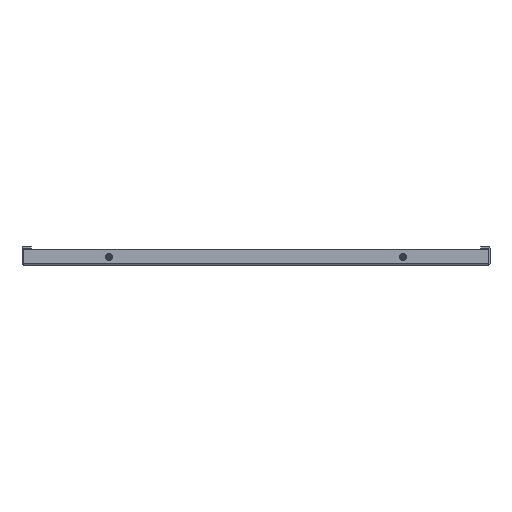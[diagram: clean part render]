
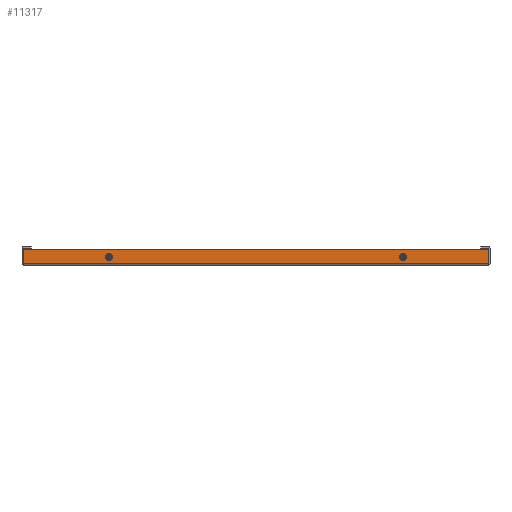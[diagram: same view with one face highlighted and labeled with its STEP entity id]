
A CAD part, front view. The second image highlights one B-rep face of the part: STEP entity #11317.
In plain terms, the highlighted planar face has unit normal (0, -1, 0).
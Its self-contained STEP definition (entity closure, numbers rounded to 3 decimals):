
#209 = DIRECTION ( 'NONE',  ( 0., 0., -1. ) ) ;
#219 = DIRECTION ( 'NONE',  ( 0., -1., 0. ) ) ;
#229 = CARTESIAN_POINT ( 'NONE',  ( -171.4, -880.5, 9.5 ) ) ;
#925 = DIRECTION ( 'NONE',  ( -1., 0., 0. ) ) ;
#942 = CARTESIAN_POINT ( 'NONE',  ( -271.5, -880.5, 18.5 ) ) ;
#1722 = EDGE_CURVE ( 'NONE', #4610, #4436, #21230, .T. ) ;
#1780 = EDGE_CURVE ( 'NONE', #4710, #4515, #21364, .T. ) ;
#1844 = AXIS2_PLACEMENT_3D ( 'NONE', #7812, #7806, #7803 ) ;
#1979 = EDGE_CURVE ( 'NONE', #4670, #4710, #17262, .T. ) ;
#1984 = EDGE_CURVE ( 'NONE', #4444, #4515, #17279, .T. ) ;
#2096 = EDGE_CURVE ( 'NONE', #4670, #4444, #17269, .T. ) ;
#2108 = EDGE_CURVE ( 'NONE', #4479, #4560, #17590, .T. ) ;
#2126 = AXIS2_PLACEMENT_3D ( 'NONE', #15374, #15370, #15369 ) ;
#2173 = EDGE_CURVE ( 'NONE', #4436, #4610, #17277, .T. ) ;
#2276 = AXIS2_PLACEMENT_3D ( 'NONE', #229, #219, #209 ) ;
#2313 = AXIS2_PLACEMENT_3D ( 'NONE', #8278, #8269, #8266 ) ;
#2405 = EDGE_CURVE ( 'NONE', #4560, #4479, #17077, .T. ) ;
#4436 = VERTEX_POINT ( 'NONE', #19396 ) ;
#4444 = VERTEX_POINT ( 'NONE', #20061 ) ;
#4479 = VERTEX_POINT ( 'NONE', #20020 ) ;
#4515 = VERTEX_POINT ( 'NONE', #20303 ) ;
#4560 = VERTEX_POINT ( 'NONE', #20281 ) ;
#4610 = VERTEX_POINT ( 'NONE', #19458 ) ;
#4670 = VERTEX_POINT ( 'NONE', #20353 ) ;
#4710 = VERTEX_POINT ( 'NONE', #19340 ) ;
#7803 = DIRECTION ( 'NONE',  ( 0., 0., -1. ) ) ;
#7806 = DIRECTION ( 'NONE',  ( 0., -1., 0. ) ) ;
#7812 = CARTESIAN_POINT ( 'NONE',  ( -171.4, -880.5, 9.5 ) ) ;
#7963 = DIRECTION ( 'NONE',  ( 0., 0., 1. ) ) ;
#8049 = CARTESIAN_POINT ( 'NONE',  ( 271.4, -880.5, 1.51 ) ) ;
#8266 = DIRECTION ( 'NONE',  ( 0., 0., -1. ) ) ;
#8269 = DIRECTION ( 'NONE',  ( 0., 1., 0. ) ) ;
#8278 = CARTESIAN_POINT ( 'NONE',  ( 171.4, -880.5, 9.5 ) ) ;
#8369 = DIRECTION ( 'NONE',  ( -1., 0., 0. ) ) ;
#8370 = CARTESIAN_POINT ( 'NONE',  ( -271.5, -880.5, 1.51 ) ) ;
#8556 = DIRECTION ( 'NONE',  ( 0., 0., 1. ) ) ;
#8679 = CARTESIAN_POINT ( 'NONE',  ( -271.4, -880.5, 1.51 ) ) ;
#11202 = AXIS2_PLACEMENT_3D ( 'NONE', #13178, #12979, #12906 ) ;
#11317 = ADVANCED_FACE ( 'NONE', ( #17801, #17798, #17748 ), #13173, .F. ) ;
#12906 = DIRECTION ( 'NONE',  ( 0., 0., 1. ) ) ;
#12979 = DIRECTION ( 'NONE',  ( 0., 1., 0. ) ) ;
#13173 = PLANE ( 'NONE',  #11202 ) ;
#13178 = CARTESIAN_POINT ( 'NONE',  ( -271.5, -880.5, 18.5 ) ) ;
#15369 = DIRECTION ( 'NONE',  ( 0., 0., -1. ) ) ;
#15370 = DIRECTION ( 'NONE',  ( 0., 1., 0. ) ) ;
#15374 = CARTESIAN_POINT ( 'NONE',  ( 171.4, -880.5, 9.5 ) ) ;
#17077 = CIRCLE ( 'NONE', #2126, 4. ) ;
#17243 = VECTOR ( 'NONE', #7963, 1000. ) ;
#17262 = LINE ( 'NONE', #8049, #17243 ) ;
#17269 = LINE ( 'NONE', #8370, #17328 ) ;
#17277 = CIRCLE ( 'NONE', #1844, 4. ) ;
#17279 = LINE ( 'NONE', #8679, #17615 ) ;
#17328 = VECTOR ( 'NONE', #8369, 1000. ) ;
#17590 = CIRCLE ( 'NONE', #2313, 4. ) ;
#17615 = VECTOR ( 'NONE', #8556, 1000. ) ;
#17748 = FACE_BOUND ( 'NONE', #26436, .T. ) ;
#17798 = FACE_BOUND ( 'NONE', #26279, .T. ) ;
#17801 = FACE_OUTER_BOUND ( 'NONE', #25817, .T. ) ;
#19340 = CARTESIAN_POINT ( 'NONE',  ( 271.4, -880.5, 18.5 ) ) ;
#19396 = CARTESIAN_POINT ( 'NONE',  ( -171.4, -880.5, 13.5 ) ) ;
#19458 = CARTESIAN_POINT ( 'NONE',  ( -171.4, -880.5, 5.5 ) ) ;
#20020 = CARTESIAN_POINT ( 'NONE',  ( 171.4, -880.5, 13.5 ) ) ;
#20061 = CARTESIAN_POINT ( 'NONE',  ( -271.4, -880.5, 1.51 ) ) ;
#20281 = CARTESIAN_POINT ( 'NONE',  ( 171.4, -880.5, 5.5 ) ) ;
#20303 = CARTESIAN_POINT ( 'NONE',  ( -271.4, -880.5, 18.5 ) ) ;
#20353 = CARTESIAN_POINT ( 'NONE',  ( 271.4, -880.5, 1.51 ) ) ;
#20416 = VECTOR ( 'NONE', #925, 1000. ) ;
#20458 = ORIENTED_EDGE ( 'NONE', *, *, #1722, .F. ) ;
#20651 = ORIENTED_EDGE ( 'NONE', *, *, #1780, .T. ) ;
#20841 = ORIENTED_EDGE ( 'NONE', *, *, #1984, .F. ) ;
#20842 = ORIENTED_EDGE ( 'NONE', *, *, #2108, .T. ) ;
#20978 = ORIENTED_EDGE ( 'NONE', *, *, #2096, .F. ) ;
#21004 = ORIENTED_EDGE ( 'NONE', *, *, #2405, .T. ) ;
#21230 = CIRCLE ( 'NONE', #2276, 4. ) ;
#21276 = ORIENTED_EDGE ( 'NONE', *, *, #2173, .F. ) ;
#21285 = ORIENTED_EDGE ( 'NONE', *, *, #1979, .T. ) ;
#21364 = LINE ( 'NONE', #942, #20416 ) ;
#25817 = EDGE_LOOP ( 'NONE', ( #21285, #20651, #20841, #20978 ) ) ;
#26279 = EDGE_LOOP ( 'NONE', ( #20458, #21276 ) ) ;
#26436 = EDGE_LOOP ( 'NONE', ( #21004, #20842 ) ) ;
